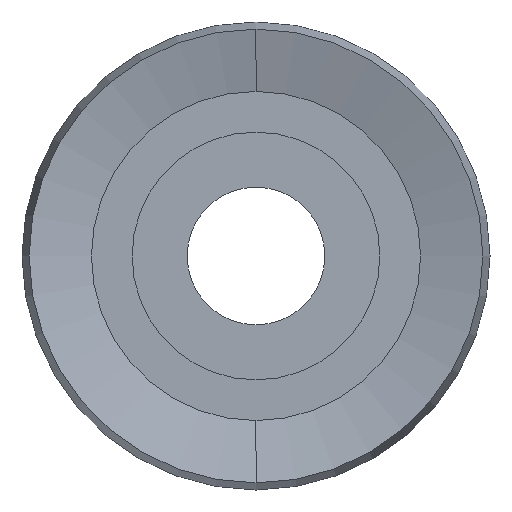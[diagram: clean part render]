
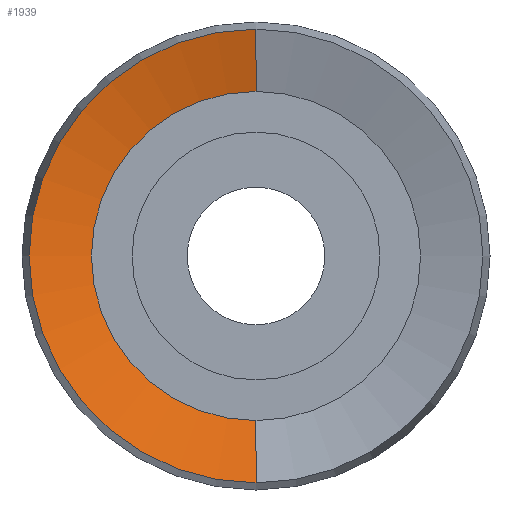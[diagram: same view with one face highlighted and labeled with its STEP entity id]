
A CAD part, left-side view. The second image highlights one B-rep face of the part: STEP entity #1939.
In plain terms, the highlighted conical face has half-angle 75 degrees and reference radius 8.241 mm.
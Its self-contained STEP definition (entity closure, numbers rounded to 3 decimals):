
#47 = VERTEX_POINT ( 'NONE', #4078 ) ;
#128 = DIRECTION ( 'NONE',  ( 0., 0., 1. ) ) ;
#200 = FACE_OUTER_BOUND ( 'NONE', #636, .T. ) ;
#636 = EDGE_LOOP ( 'NONE', ( #3817, #2945, #2563, #3156 ) ) ;
#694 = CARTESIAN_POINT ( 'NONE',  ( -5.106, 0., 8.241 ) ) ;
#763 = CARTESIAN_POINT ( 'NONE',  ( -4.5, 0., 0. ) ) ;
#830 = DIRECTION ( 'NONE',  ( -1., 0., 0. ) ) ;
#858 = CARTESIAN_POINT ( 'NONE',  ( -4.5, 0., 5.978 ) ) ;
#955 = CIRCLE ( 'NONE', #2401, 8.241 ) ;
#1305 = CONICAL_SURFACE ( 'NONE', #1530, 8.241, 1.309 ) ;
#1499 = EDGE_CURVE ( 'NONE', #47, #3847, #955, .T. ) ;
#1530 = AXIS2_PLACEMENT_3D ( 'NONE', #3508, #3172, #2386 ) ;
#1699 = CARTESIAN_POINT ( 'NONE',  ( -5.106, 0., 0. ) ) ;
#1842 = VERTEX_POINT ( 'NONE', #3412 ) ;
#1939 = ADVANCED_FACE ( 'NONE', ( #200 ), #1305, .F. ) ;
#2214 = CARTESIAN_POINT ( 'NONE',  ( -5.106, 0., 8.241 ) ) ;
#2386 = DIRECTION ( 'NONE',  ( 0., 0., 1. ) ) ;
#2401 = AXIS2_PLACEMENT_3D ( 'NONE', #1699, #2416, #3563 ) ;
#2416 = DIRECTION ( 'NONE',  ( 1., 0., 0. ) ) ;
#2531 = DIRECTION ( 'NONE',  ( -0.259, 0., 0.966 ) ) ;
#2563 = ORIENTED_EDGE ( 'NONE', *, *, #3339, .T. ) ;
#2757 = EDGE_CURVE ( 'NONE', #3568, #1842, #4286, .T. ) ;
#2927 = VECTOR ( 'NONE', #2531, 1000. ) ;
#2942 = EDGE_CURVE ( 'NONE', #1842, #47, #3260, .T. ) ;
#2945 = ORIENTED_EDGE ( 'NONE', *, *, #2757, .F. ) ;
#3156 = ORIENTED_EDGE ( 'NONE', *, *, #1499, .F. ) ;
#3172 = DIRECTION ( 'NONE',  ( -1., 0., 0. ) ) ;
#3181 = DIRECTION ( 'NONE',  ( -0.259, 0., -0.966 ) ) ;
#3236 = CARTESIAN_POINT ( 'NONE',  ( -5.106, 0., -8.241 ) ) ;
#3260 = LINE ( 'NONE', #3236, #4370 ) ;
#3339 = EDGE_CURVE ( 'NONE', #3568, #3847, #4027, .T. ) ;
#3412 = CARTESIAN_POINT ( 'NONE',  ( -4.5, 0., -5.978 ) ) ;
#3508 = CARTESIAN_POINT ( 'NONE',  ( -5.106, 0., 0. ) ) ;
#3563 = DIRECTION ( 'NONE',  ( 0., 1., 0. ) ) ;
#3568 = VERTEX_POINT ( 'NONE', #858 ) ;
#3817 = ORIENTED_EDGE ( 'NONE', *, *, #2942, .F. ) ;
#3847 = VERTEX_POINT ( 'NONE', #2214 ) ;
#4027 = LINE ( 'NONE', #694, #2927 ) ;
#4078 = CARTESIAN_POINT ( 'NONE',  ( -5.106, 0., -8.241 ) ) ;
#4286 = CIRCLE ( 'NONE', #4583, 5.978 ) ;
#4370 = VECTOR ( 'NONE', #3181, 1000. ) ;
#4583 = AXIS2_PLACEMENT_3D ( 'NONE', #763, #830, #128 ) ;
